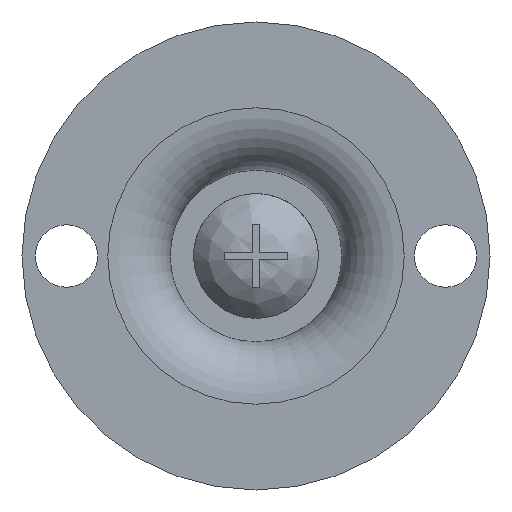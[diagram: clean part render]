
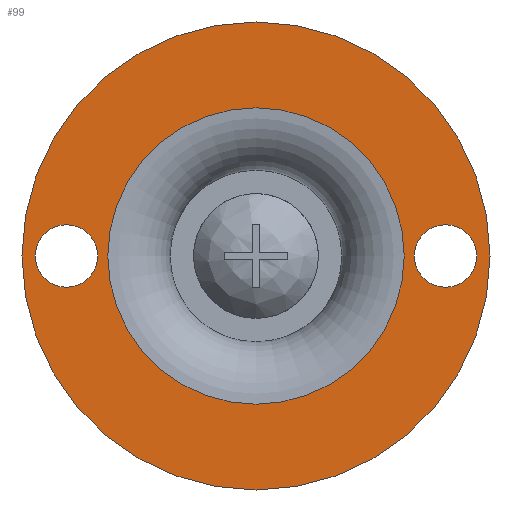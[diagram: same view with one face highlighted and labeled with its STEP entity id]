
A CAD part, front view. The second image highlights one B-rep face of the part: STEP entity #99.
In plain terms, the highlighted planar face has unit normal (0, -1, 0).
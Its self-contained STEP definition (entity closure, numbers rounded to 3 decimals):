
#99 = ADVANCED_FACE( '', ( #229, #230, #231, #232 ), #233, .F. );
#229 = FACE_BOUND( '', #396, .T. );
#230 = FACE_BOUND( '', #397, .T. );
#231 = FACE_OUTER_BOUND( '', #398, .T. );
#232 = FACE_BOUND( '', #399, .T. );
#233 = PLANE( '', #400 );
#396 = EDGE_LOOP( '', ( #651 ) );
#397 = EDGE_LOOP( '', ( #652 ) );
#398 = EDGE_LOOP( '', ( #653 ) );
#399 = EDGE_LOOP( '', ( #654 ) );
#400 = AXIS2_PLACEMENT_3D( '', #655, #656, #657 );
#651 = ORIENTED_EDGE( '', *, *, #978, .F. );
#652 = ORIENTED_EDGE( '', *, *, #948, .F. );
#653 = ORIENTED_EDGE( '', *, *, #979, .T. );
#654 = ORIENTED_EDGE( '', *, *, #930, .T. );
#655 = CARTESIAN_POINT( '', ( 15., 0., 0. ) );
#656 = DIRECTION( '', ( 0., 1., 0. ) );
#657 = DIRECTION( '', ( 0., 0., 1. ) );
#930 = EDGE_CURVE( '', #1081, #1081, #1082, .T. );
#948 = EDGE_CURVE( '', #1113, #1113, #1114, .F. );
#978 = EDGE_CURVE( '', #1162, #1162, #1163, .T. );
#979 = EDGE_CURVE( '', #1164, #1164, #1165, .T. );
#1081 = VERTEX_POINT( '', #1302 );
#1082 = CIRCLE( '', #1303, 2. );
#1113 = VERTEX_POINT( '', #1356 );
#1114 = CIRCLE( '', #1357, 2. );
#1162 = VERTEX_POINT( '', #1467 );
#1163 = CIRCLE( '', #1468, 9.5 );
#1164 = VERTEX_POINT( '', #1469 );
#1165 = CIRCLE( '', #1470, 15. );
#1302 = CARTESIAN_POINT( '', ( -10.15, 0., 0. ) );
#1303 = AXIS2_PLACEMENT_3D( '', #1676, #1677, #1678 );
#1356 = CARTESIAN_POINT( '', ( 12.15, 0., 2. ) );
#1357 = AXIS2_PLACEMENT_3D( '', #1693, #1694, #1695 );
#1467 = CARTESIAN_POINT( '', ( 0., 0., -9.5 ) );
#1468 = AXIS2_PLACEMENT_3D( '', #1711, #1712, #1713 );
#1469 = CARTESIAN_POINT( '', ( 0., 0., -15. ) );
#1470 = AXIS2_PLACEMENT_3D( '', #1714, #1715, #1716 );
#1676 = CARTESIAN_POINT( '', ( -12.15, 0., 0. ) );
#1677 = DIRECTION( '', ( 0., 1., 0. ) );
#1678 = DIRECTION( '', ( 1., 0., 0. ) );
#1693 = CARTESIAN_POINT( '', ( 12.15, 0., 0. ) );
#1694 = DIRECTION( '', ( 0., 1., 0. ) );
#1695 = DIRECTION( '', ( 0., 0., 1. ) );
#1711 = CARTESIAN_POINT( '', ( 0., 0., 0. ) );
#1712 = DIRECTION( '', ( 0., -1., 0. ) );
#1713 = DIRECTION( '', ( 0., 0., -1. ) );
#1714 = CARTESIAN_POINT( '', ( 0., 0., 0. ) );
#1715 = DIRECTION( '', ( 0., -1., 0. ) );
#1716 = DIRECTION( '', ( 0., 0., -1. ) );
